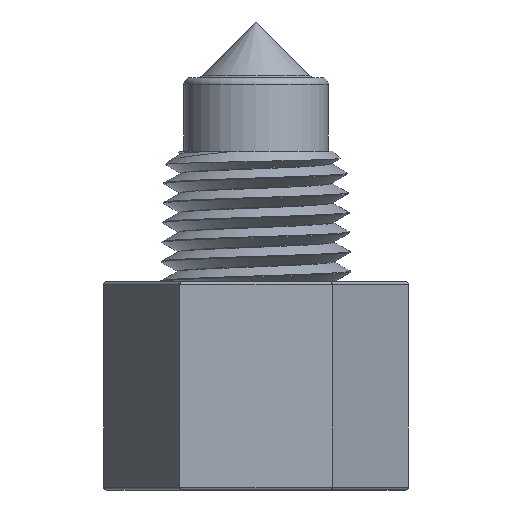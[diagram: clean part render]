
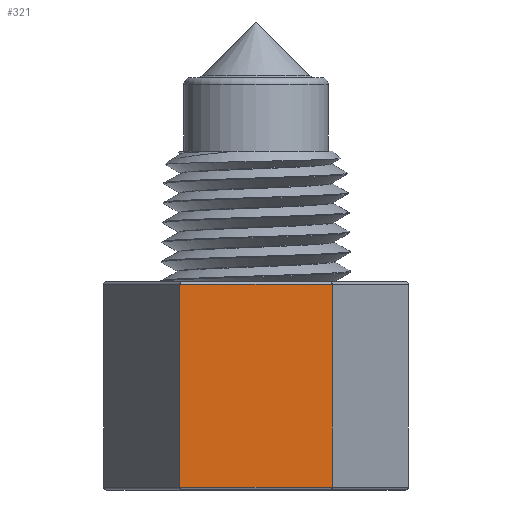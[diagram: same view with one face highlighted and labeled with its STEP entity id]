
A CAD part, front view. The second image highlights one B-rep face of the part: STEP entity #321.
In plain terms, the highlighted planar face has unit normal (0, -1, 0).
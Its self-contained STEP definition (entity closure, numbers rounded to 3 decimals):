
#6 = VECTOR ( 'NONE', #5739, 1000. ) ;
#51 = LINE ( 'NONE', #1258, #7152 ) ;
#213 = VERTEX_POINT ( 'NONE', #4015 ) ;
#321 = ADVANCED_FACE ( 'NONE', ( #6238 ), #5264, .T. ) ;
#1258 = CARTESIAN_POINT ( 'NONE',  ( 5.485, -9.5, -27.7 ) ) ;
#1283 = CARTESIAN_POINT ( 'NONE',  ( -5.485, -9.5, -27.5 ) ) ;
#1508 = VERTEX_POINT ( 'NONE', #2265 ) ;
#1869 = AXIS2_PLACEMENT_3D ( 'NONE', #4641, #7833, #7862 ) ;
#1890 = EDGE_LOOP ( 'NONE', ( #6228, #4620, #5367, #4397 ) ) ;
#2064 = EDGE_CURVE ( 'NONE', #213, #2134, #6714, .T. ) ;
#2134 = VERTEX_POINT ( 'NONE', #6351 ) ;
#2265 = CARTESIAN_POINT ( 'NONE',  ( 5.485, -9.5, -12.9 ) ) ;
#3169 = EDGE_CURVE ( 'NONE', #1508, #2134, #5829, .T. ) ;
#3713 = CARTESIAN_POINT ( 'NONE',  ( -5.485, -9.5, -12.9 ) ) ;
#3940 = VECTOR ( 'NONE', #5689, 1000. ) ;
#3948 = LINE ( 'NONE', #1283, #3940 ) ;
#4015 = CARTESIAN_POINT ( 'NONE',  ( -5.485, -9.5, -27.5 ) ) ;
#4324 = VERTEX_POINT ( 'NONE', #4766 ) ;
#4397 = ORIENTED_EDGE ( 'NONE', *, *, #3169, .T. ) ;
#4594 = CARTESIAN_POINT ( 'NONE',  ( -5.485, -9.5, -27.7 ) ) ;
#4620 = ORIENTED_EDGE ( 'NONE', *, *, #4771, .T. ) ;
#4641 = CARTESIAN_POINT ( 'NONE',  ( -5.485, -9.5, -27.7 ) ) ;
#4766 = CARTESIAN_POINT ( 'NONE',  ( 5.485, -9.5, -27.5 ) ) ;
#4771 = EDGE_CURVE ( 'NONE', #213, #4324, #3948, .T. ) ;
#4943 = DIRECTION ( 'NONE',  ( -1., 0., 0. ) ) ;
#5186 = EDGE_CURVE ( 'NONE', #4324, #1508, #51, .T. ) ;
#5264 = PLANE ( 'NONE',  #1869 ) ;
#5367 = ORIENTED_EDGE ( 'NONE', *, *, #5186, .T. ) ;
#5689 = DIRECTION ( 'NONE',  ( 1., 0., 0. ) ) ;
#5739 = DIRECTION ( 'NONE',  ( 0., 0., 1. ) ) ;
#5829 = LINE ( 'NONE', #3713, #6427 ) ;
#6228 = ORIENTED_EDGE ( 'NONE', *, *, #2064, .F. ) ;
#6238 = FACE_OUTER_BOUND ( 'NONE', #1890, .T. ) ;
#6351 = CARTESIAN_POINT ( 'NONE',  ( -5.485, -9.5, -12.9 ) ) ;
#6427 = VECTOR ( 'NONE', #4943, 1000. ) ;
#6714 = LINE ( 'NONE', #4594, #6 ) ;
#7152 = VECTOR ( 'NONE', #8142, 1000. ) ;
#7833 = DIRECTION ( 'NONE',  ( 0., -1., 0. ) ) ;
#7862 = DIRECTION ( 'NONE',  ( 0., 0., -1. ) ) ;
#8142 = DIRECTION ( 'NONE',  ( 0., 0., 1. ) ) ;
